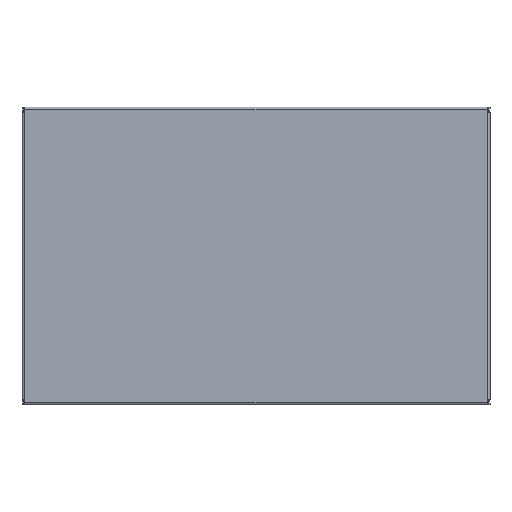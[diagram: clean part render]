
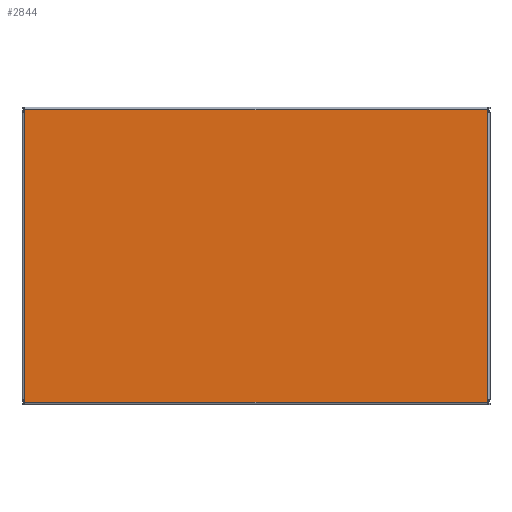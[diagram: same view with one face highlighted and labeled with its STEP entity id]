
A CAD part, front view. The second image highlights one B-rep face of the part: STEP entity #2844.
In plain terms, the highlighted face is planar.
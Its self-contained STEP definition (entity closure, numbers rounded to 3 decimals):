
#1878=CARTESIAN_POINT('',(-85.852,-138.176,0.0));
#1879=VERTEX_POINT('',#1878);
#1950=CARTESIAN_POINT('',(85.852,-138.176,0.0));
#1951=VERTEX_POINT('',#1950);
#2000=CARTESIAN_POINT('',(85.852,138.176,0.0));
#2001=VERTEX_POINT('',#2000);
#2099=CARTESIAN_POINT('',(-85.852,138.176,0.0));
#2100=VERTEX_POINT('',#2099);
#2627=CARTESIAN_POINT('',(-87.376,138.176,0.0));
#2628=VERTEX_POINT('',#2627);
#2629=CARTESIAN_POINT('',(-87.376,138.176,0.0));
#2630=DIRECTION('',(1.0,0.0,0.0));
#2631=VECTOR('',#2630,1.524);
#2632=LINE('',#2629,#2631);
#2633=EDGE_CURVE('',#2628,#2100,#2632,.T.);
#2667=CARTESIAN_POINT('',(87.376,-138.176,0.0));
#2668=VERTEX_POINT('',#2667);
#2669=CARTESIAN_POINT('',(87.376,-138.176,0.0));
#2670=DIRECTION('',(-1.0,0.0,0.0));
#2671=VECTOR('',#2670,1.524);
#2672=LINE('',#2669,#2671);
#2673=EDGE_CURVE('',#2668,#1951,#2672,.T.);
#2715=CARTESIAN_POINT('',(-87.376,-138.176,0.0));
#2716=VERTEX_POINT('',#2715);
#2724=CARTESIAN_POINT('',(-85.852,-138.176,0.0));
#2725=DIRECTION('',(-1.0,0.0,0.0));
#2726=VECTOR('',#2725,1.524);
#2727=LINE('',#2724,#2726);
#2728=EDGE_CURVE('',#1879,#2716,#2727,.T.);
#2791=CARTESIAN_POINT('',(87.376,138.176,0.0));
#2792=VERTEX_POINT('',#2791);
#2800=CARTESIAN_POINT('',(85.852,138.176,0.0));
#2801=DIRECTION('',(1.0,0.0,0.0));
#2802=VECTOR('',#2801,1.524);
#2803=LINE('',#2800,#2802);
#2804=EDGE_CURVE('',#2001,#2792,#2803,.T.);
#2809=CARTESIAN_POINT('',(-88.9,139.7,0.0));
#2810=DIRECTION('',(0.0,0.0,-1.0));
#2811=DIRECTION('',(-1.0,0.0,0.0));
#2812=AXIS2_PLACEMENT_3D('',#2809,#2810,#2811);
#2813=PLANE('',#2812);
#2814=CARTESIAN_POINT('',(87.376,138.176,0.0));
#2815=DIRECTION('',(0.0,-1.0,0.0));
#2816=VECTOR('',#2815,276.352);
#2817=LINE('',#2814,#2816);
#2818=EDGE_CURVE('',#2792,#2668,#2817,.T.);
#2819=ORIENTED_EDGE('',*,*,#2818,.T.);
#2820=ORIENTED_EDGE('',*,*,#2673,.T.);
#2821=CARTESIAN_POINT('',(85.852,-138.176,0.0));
#2822=DIRECTION('',(-1.0,0.0,0.0));
#2823=VECTOR('',#2822,171.704);
#2824=LINE('',#2821,#2823);
#2825=EDGE_CURVE('',#1951,#1879,#2824,.T.);
#2826=ORIENTED_EDGE('',*,*,#2825,.T.);
#2827=ORIENTED_EDGE('',*,*,#2728,.T.);
#2828=CARTESIAN_POINT('',(-87.376,-138.176,0.0));
#2829=DIRECTION('',(0.0,1.0,0.0));
#2830=VECTOR('',#2829,276.352);
#2831=LINE('',#2828,#2830);
#2832=EDGE_CURVE('',#2716,#2628,#2831,.T.);
#2833=ORIENTED_EDGE('',*,*,#2832,.T.);
#2834=ORIENTED_EDGE('',*,*,#2633,.T.);
#2835=CARTESIAN_POINT('',(-85.852,138.176,0.0));
#2836=DIRECTION('',(1.0,0.0,0.0));
#2837=VECTOR('',#2836,171.704);
#2838=LINE('',#2835,#2837);
#2839=EDGE_CURVE('',#2100,#2001,#2838,.T.);
#2840=ORIENTED_EDGE('',*,*,#2839,.T.);
#2841=ORIENTED_EDGE('',*,*,#2804,.T.);
#2842=EDGE_LOOP('',(#2819,#2820,#2826,#2827,#2833,#2834,#2840,#2841));
#2843=FACE_OUTER_BOUND('',#2842,.T.);
#2844=ADVANCED_FACE('',(#2843),#2813,.T.);
